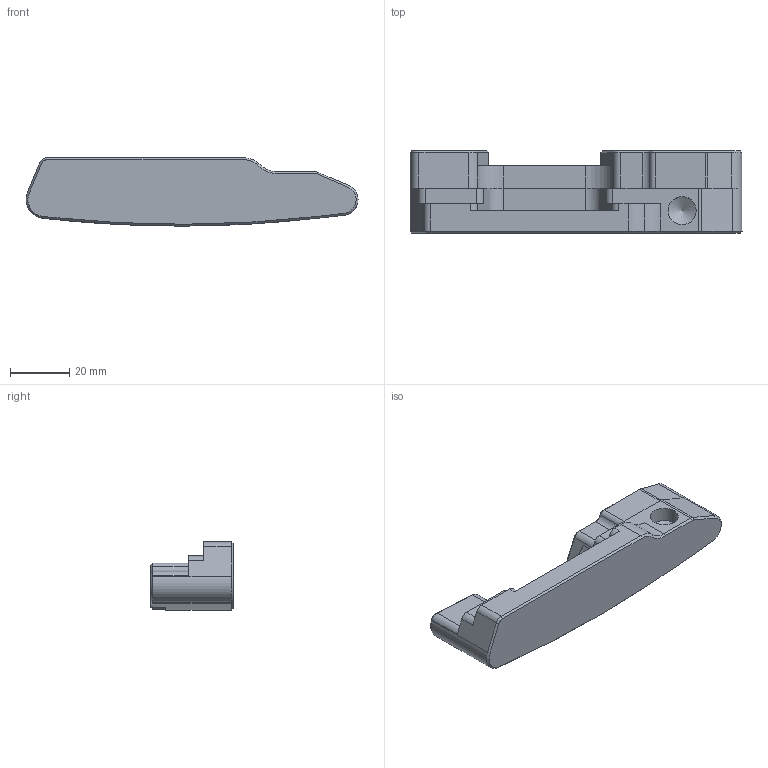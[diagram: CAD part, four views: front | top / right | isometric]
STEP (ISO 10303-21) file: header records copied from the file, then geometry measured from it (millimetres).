
FILE_DESCRIPTION(/* description */ ('Body1'),/* implementation_level */ '2;1');
FILE_NAME(/* name */ 'Putter Sample.step',/* time_stamp */ '2025-06-16T15:09:39-04:00',/* author */ (''),/* organization */ (''),/* preprocessor_version */ 'ST-DEVELOPER v20.1',/* originating_system */ 'Autodesk Translation Framework v14.10.0.0',/* authorisation */ '');
FILE_SCHEMA (('AUTOMOTIVE_DESIGN { 1 0 10303 214 3 1 1 }'));
Length unit declared in the file: inch
Products named in the file (1): Body1
Bounding box: 112.46 x 27.94 x 23.11 mm (x, y, z)
Volume: 39368 mm3; surface area: 11198.4 mm2
Topology: 1 solids, 1 shells, 98 faces, 239 edges, 146 vertices
Faces by surface type: plane 45, cylinder 29, cone 24
Full cylindrical faces by diameter (mm): 7.772 x3, 9.525 x1
Entity records: 2886 total; most frequent: DIRECTION 522, CARTESIAN_POINT 483, ORIENTED_EDGE 476, EDGE_CURVE 238, AXIS2_PLACEMENT_3D 185, LINE 152, VECTOR 152, VERTEX_POINT 146
